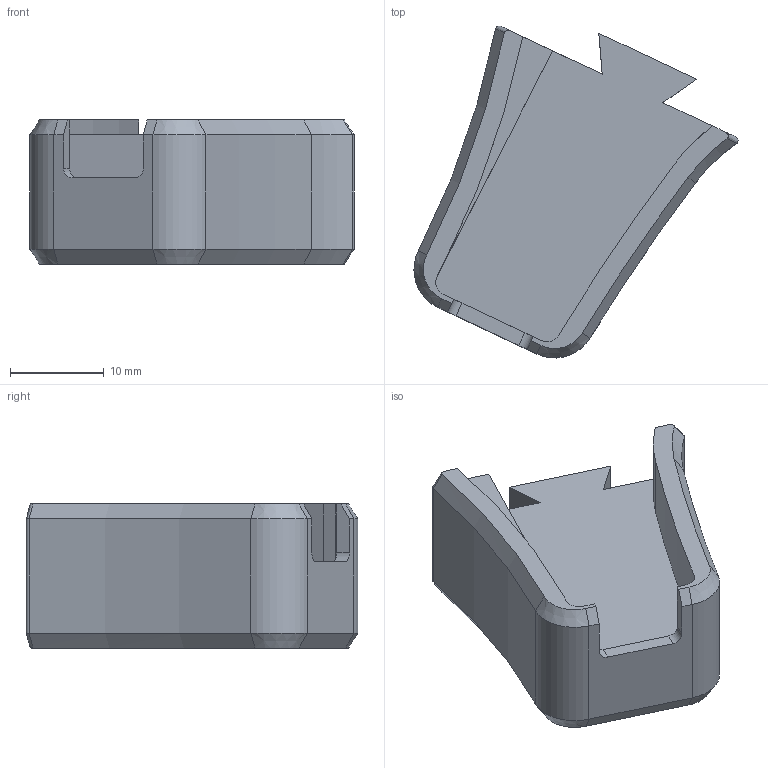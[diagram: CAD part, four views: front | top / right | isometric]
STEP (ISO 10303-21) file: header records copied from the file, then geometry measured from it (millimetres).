
FILE_DESCRIPTION(/* description */ ('STEP AP242','CAx-IF Rec.Pracs.---Representation and Presentation of Product Manufacturing Information (PMI)---4.0---2014-10-13','CAx-IF Rec.Pracs.---3D Tessellated Geometry---0.4---2014-09-14','2;1'),/* implementation_level */ '2;1');
FILE_NAME(/* name */ '68ae543424e9267e0fe4f67e',/* time_stamp */ '2025-08-27T00:41:24Z',/* author */ (''),/* organization */ (''),/* preprocessor_version */ 'ST-DEVELOPER v20',/* originating_system */ 'ONSHAPE BY PTC INC, 1.202',/* authorisation */ ' ');
FILE_SCHEMA (('AP242_MANAGED_MODEL_BASED_3D_ENGINEERING_MIM_LF { 1 0 10303 442 1 1 4 }'));
Length unit declared in the file: metre
Products named in the file (1): 60147-01
Bounding box: 34.6 x 35.42 x 15.4 mm (x, y, z)
Volume: 7362.7 mm3; surface area: 3233.8 mm2
Topology: 1 solids, 1 shells, 51 faces, 135 edges, 86 vertices
Faces by surface type: plane 22, bspline 12, cylinder 11, cone 6
Entity records: 1720 total; most frequent: CARTESIAN_POINT 542, ORIENTED_EDGE 270, DIRECTION 194, EDGE_CURVE 135, VERTEX_POINT 86, LINE 70, VECTOR 70, AXIS2_PLACEMENT_3D 62
